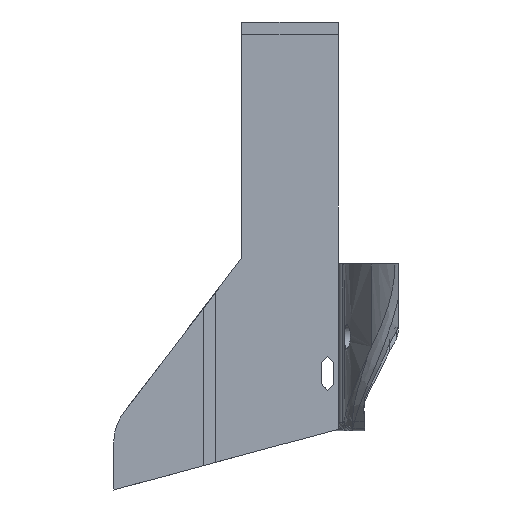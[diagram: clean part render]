
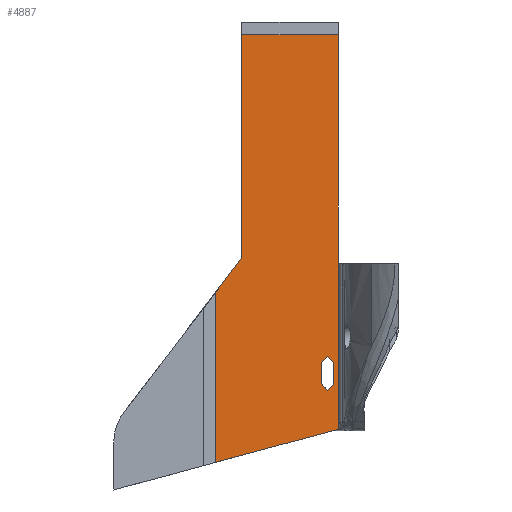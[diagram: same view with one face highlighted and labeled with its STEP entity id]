
A CAD part, left-side view. The second image highlights one B-rep face of the part: STEP entity #4887.
In plain terms, the highlighted planar face has unit normal (-1, 0, 0).
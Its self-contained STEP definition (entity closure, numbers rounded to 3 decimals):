
#101=FACE_BOUND('',#661,.T.);
#386=FACE_OUTER_BOUND('',#660,.T.);
#660=EDGE_LOOP('',(#4189,#4190,#4191,#4192,#4193,#4194));
#661=EDGE_LOOP('',(#4195,#4196,#4197,#4198,#4199,#4200));
#1161=LINE('',#18172,#1574);
#1260=LINE('',#18382,#1673);
#1291=LINE('',#18446,#1704);
#1312=LINE('',#18488,#1725);
#1315=LINE('',#18495,#1728);
#1316=LINE('',#18496,#1729);
#1317=LINE('',#18499,#1730);
#1318=LINE('',#18501,#1731);
#1319=LINE('',#18503,#1732);
#1320=LINE('',#18505,#1733);
#1321=LINE('',#18507,#1734);
#1322=LINE('',#18508,#1735);
#1574=VECTOR('',#5649,10.);
#1673=VECTOR('',#5818,10.);
#1704=VECTOR('',#5867,10.);
#1725=VECTOR('',#5900,10.);
#1728=VECTOR('',#5907,10.);
#1729=VECTOR('',#5908,10.);
#1730=VECTOR('',#5909,10.);
#1731=VECTOR('',#5910,10.);
#1732=VECTOR('',#5911,10.);
#1733=VECTOR('',#5912,10.);
#1734=VECTOR('',#5913,10.);
#1735=VECTOR('',#5914,10.);
#2143=VERTEX_POINT('',#18169);
#2144=VERTEX_POINT('',#18171);
#2219=VERTEX_POINT('',#18379);
#2220=VERTEX_POINT('',#18381);
#2259=VERTEX_POINT('',#18486);
#2261=VERTEX_POINT('',#18494);
#2262=VERTEX_POINT('',#18497);
#2263=VERTEX_POINT('',#18498);
#2264=VERTEX_POINT('',#18500);
#2265=VERTEX_POINT('',#18502);
#2266=VERTEX_POINT('',#18504);
#2267=VERTEX_POINT('',#18506);
#2774=EDGE_CURVE('',#2143,#2144,#1161,.T.);
#2878=EDGE_CURVE('',#2220,#2219,#1260,.T.);
#2911=EDGE_CURVE('',#2144,#2219,#1291,.F.);
#2932=EDGE_CURVE('',#2259,#2143,#1312,.T.);
#2935=EDGE_CURVE('',#2261,#2259,#1315,.T.);
#2936=EDGE_CURVE('',#2261,#2220,#1316,.T.);
#2937=EDGE_CURVE('',#2262,#2263,#1317,.T.);
#2938=EDGE_CURVE('',#2263,#2264,#1318,.T.);
#2939=EDGE_CURVE('',#2264,#2265,#1319,.T.);
#2940=EDGE_CURVE('',#2265,#2266,#1320,.T.);
#2941=EDGE_CURVE('',#2266,#2267,#1321,.T.);
#2942=EDGE_CURVE('',#2267,#2262,#1322,.T.);
#4189=ORIENTED_EDGE('',*,*,#2878,.T.);
#4190=ORIENTED_EDGE('',*,*,#2911,.F.);
#4191=ORIENTED_EDGE('',*,*,#2774,.F.);
#4192=ORIENTED_EDGE('',*,*,#2932,.F.);
#4193=ORIENTED_EDGE('',*,*,#2935,.F.);
#4194=ORIENTED_EDGE('',*,*,#2936,.T.);
#4195=ORIENTED_EDGE('',*,*,#2937,.T.);
#4196=ORIENTED_EDGE('',*,*,#2938,.T.);
#4197=ORIENTED_EDGE('',*,*,#2939,.T.);
#4198=ORIENTED_EDGE('',*,*,#2940,.T.);
#4199=ORIENTED_EDGE('',*,*,#2941,.T.);
#4200=ORIENTED_EDGE('',*,*,#2942,.T.);
#4631=PLANE('',#5176);
#4887=ADVANCED_FACE('',(#386,#101),#4631,.T.);
#5176=AXIS2_PLACEMENT_3D('',#18493,#5905,#5906);
#5649=DIRECTION('',(0.,-0.608,0.794));
#5818=DIRECTION('',(0.,1.,0.));
#5867=DIRECTION('',(0.,0.,-1.));
#5900=DIRECTION('',(0.,0.,1.));
#5905=DIRECTION('center_axis',(-1.,0.,0.));
#5906=DIRECTION('ref_axis',(0.,-1.,0.));
#5907=DIRECTION('',(0.,0.965,-0.261));
#5908=DIRECTION('',(0.,0.,1.));
#5909=DIRECTION('',(0.,0.707,-0.707));
#5910=DIRECTION('',(0.,0.707,0.707));
#5911=DIRECTION('',(0.,0.,1.));
#5912=DIRECTION('',(0.,-0.707,0.707));
#5913=DIRECTION('',(0.,-0.707,-0.707));
#5914=DIRECTION('',(0.,0.,-1.));
#18169=CARTESIAN_POINT('',(-23.85,103.68,-40.558));
#18171=CARTESIAN_POINT('',(-23.85,97.58,-32.586));
#18172=CARTESIAN_POINT('',(-23.85,116.223,-56.95));
#18379=CARTESIAN_POINT('',(-23.85,97.58,19.62));
#18381=CARTESIAN_POINT('',(-23.85,75.08,19.62));
#18382=CARTESIAN_POINT('',(-23.85,103.955,19.62));
#18446=CARTESIAN_POINT('',(-23.85,97.58,-32.241));
#18486=CARTESIAN_POINT('',(-23.85,103.68,-80.413));
#18488=CARTESIAN_POINT('',(-23.85,103.68,-75.958));
#18493=CARTESIAN_POINT('Origin',(-23.85,106.58,-75.958));
#18494=CARTESIAN_POINT('',(-23.85,75.08,-72.667));
#18495=CARTESIAN_POINT('',(-23.85,116.681,-83.934));
#18496=CARTESIAN_POINT('',(-23.85,75.08,-63.493));
#18497=CARTESIAN_POINT('',(-23.85,76.08,-62.159));
#18498=CARTESIAN_POINT('',(-23.85,77.5,-63.579));
#18499=CARTESIAN_POINT('',(-23.85,93.365,-79.443));
#18500=CARTESIAN_POINT('',(-23.85,79.,-62.079));
#18501=CARTESIAN_POINT('',(-23.85,76.925,-64.153));
#18502=CARTESIAN_POINT('',(-23.85,79.,-57.079));
#18503=CARTESIAN_POINT('',(-23.85,79.,-76.018));
#18504=CARTESIAN_POINT('',(-23.85,77.5,-55.579));
#18505=CARTESIAN_POINT('',(-23.85,96.115,-74.193));
#18506=CARTESIAN_POINT('',(-23.85,76.08,-56.998));
#18507=CARTESIAN_POINT('',(-23.85,72.716,-60.363));
#18508=CARTESIAN_POINT('',(-23.85,76.08,-80.058));
